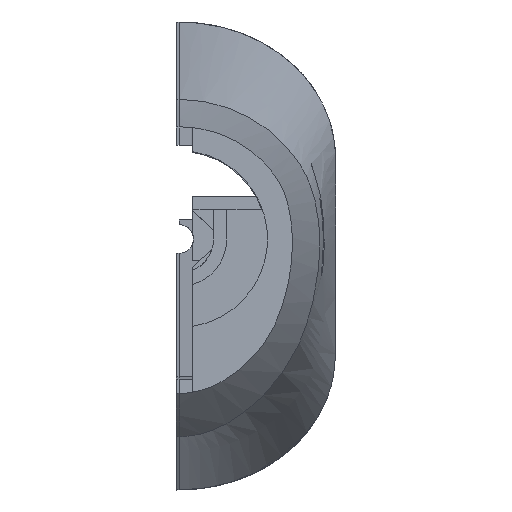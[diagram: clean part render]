
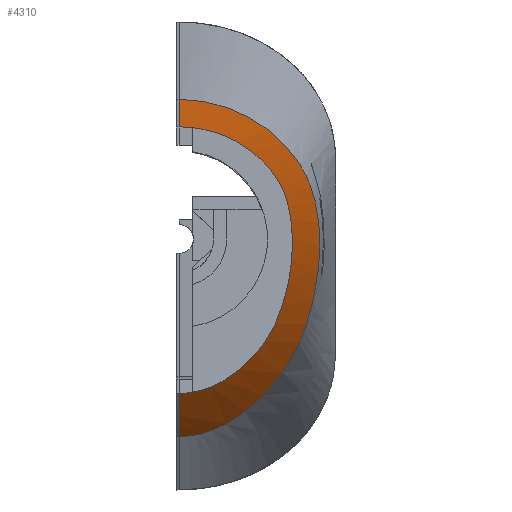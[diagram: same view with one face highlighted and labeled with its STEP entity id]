
A CAD part, left-side view. The second image highlights one B-rep face of the part: STEP entity #4310.
In plain terms, the highlighted free-form (B-spline) face has degree [2, 1] with [7, 2] control points.
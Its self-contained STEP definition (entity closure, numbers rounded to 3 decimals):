
#53=ELLIPSE('',#4564,38.436,35.97);
#93=(
BOUNDED_SURFACE()
B_SPLINE_SURFACE(2,1,((#6970,#6971),(#6972,#6973),(#6974,#6975),(#6976,
#6977),(#6978,#6979),(#6980,#6981),(#6982,#6983)),.UNSPECIFIED.,.F.,.F.,
 .F.)
B_SPLINE_SURFACE_WITH_KNOTS((3,2,2,3),(2,2),(-0.166,0.,32.232,
58.608),(0.,6.941),.UNSPECIFIED.)
GEOMETRIC_REPRESENTATION_ITEM()
RATIONAL_B_SPLINE_SURFACE(((1.,1.),(1.,1.),(1.,1.),(0.915,0.915),
(1.,1.),(1.,1.),(1.,1.)))
REPRESENTATION_ITEM('')
SURFACE()
);
#99=CIRCLE('',#4563,34.169);
#181=B_SPLINE_CURVE_WITH_KNOTS('',3,(#6984,#6985,#6986,#6987,#6988,#6989,
#6990,#6991,#6992,#6993,#6994,#6995,#6996,#6997,#6998,#6999,#7000,#7001,
#7002,#7003,#7004,#7005,#7006,#7007,#7008,#7009),.UNSPECIFIED.,.F.,.F.,
(4,2,2,2,2,2,2,2,2,2,2,2,4),(-0.642,-0.617,-0.593,
-0.545,-0.501,-0.47,-0.375,
-0.279,-0.2,-0.159,-0.092,
-0.056,0.),.UNSPECIFIED.);
#182=B_SPLINE_CURVE_WITH_KNOTS('',3,(#7012,#7013,#7014,#7015,#7016,#7017,
#7018,#7019,#7020,#7021,#7022,#7023,#7024,#7025,#7026,#7027,#7028,#7029,
#7030,#7031,#7032,#7033,#7034,#7035,#7036,#7037),.UNSPECIFIED.,.F.,.F.,
(4,2,2,2,2,2,2,2,2,2,2,2,4),(0.,0.235,0.469,
0.935,1.643,2.26,3.754,4.2,
4.689,5.684,6.419,6.916,7.281),
 .UNSPECIFIED.);
#256=FACE_OUTER_BOUND('',#497,.T.);
#497=EDGE_LOOP('',(#2899,#2900,#2901,#2902));
#1793=VERTEX_POINT('',#6946);
#1796=VERTEX_POINT('',#6958);
#1797=VERTEX_POINT('',#6960);
#1799=VERTEX_POINT('',#7010);
#2224=EDGE_CURVE('',#1797,#1796,#99,.T.);
#2227=EDGE_CURVE('',#1796,#1793,#181,.T.);
#2228=EDGE_CURVE('',#1799,#1793,#53,.T.);
#2229=EDGE_CURVE('',#1797,#1799,#182,.T.);
#2899=ORIENTED_EDGE('',*,*,#2227,.T.);
#2900=ORIENTED_EDGE('',*,*,#2228,.F.);
#2901=ORIENTED_EDGE('',*,*,#2229,.F.);
#2902=ORIENTED_EDGE('',*,*,#2224,.T.);
#4310=ADVANCED_FACE('',(#256),#93,.T.);
#4563=AXIS2_PLACEMENT_3D('',#6961,#4919,#4920);
#4564=AXIS2_PLACEMENT_3D('',#7011,#4922,#4923);
#4919=DIRECTION('center_axis',(0.,-1.,
0.));
#4920=DIRECTION('ref_axis',(-0.989,0.,-0.148));
#4922=DIRECTION('center_axis',(0.,1.,0.));
#4923=DIRECTION('ref_axis',(0.986,0.,-0.166));
#6946=CARTESIAN_POINT('',(-72.531,-0.4,-16.249));
#6958=CARTESIAN_POINT('',(-82.325,-0.4,3.36));
#6960=CARTESIAN_POINT('',(-82.565,-0.4,5.366));
#6961=CARTESIAN_POINT('Origin',(-48.532,-0.383,8.413));
#6970=CARTESIAN_POINT('Ctrl Pts',(-82.583,37.244,5.578));
#6971=CARTESIAN_POINT('Ctrl Pts',(-82.584,-32.17,5.578));
#6972=CARTESIAN_POINT('Ctrl Pts',(-82.576,37.244,5.503));
#6973=CARTESIAN_POINT('Ctrl Pts',(-82.577,-32.17,5.503));
#6974=CARTESIAN_POINT('Ctrl Pts',(-82.57,37.244,5.428));
#6975=CARTESIAN_POINT('Ctrl Pts',(-82.57,-32.17,5.428));
#6976=CARTESIAN_POINT('Ctrl Pts',(-81.181,37.244,-10.417));
#6977=CARTESIAN_POINT('Ctrl Pts',(-81.182,-32.17,-10.417));
#6978=CARTESIAN_POINT('Ctrl Pts',(-67.817,37.244,-20.405));
#6979=CARTESIAN_POINT('Ctrl Pts',(-67.818,-32.17,-20.405));
#6980=CARTESIAN_POINT('Ctrl Pts',(-57.809,37.244,-27.885));
#6981=CARTESIAN_POINT('Ctrl Pts',(-57.81,-32.171,-27.885));
#6982=CARTESIAN_POINT('Ctrl Pts',(-47.801,37.243,-35.365));
#6983=CARTESIAN_POINT('Ctrl Pts',(-47.802,-32.171,-35.365));
#6984=CARTESIAN_POINT('Ctrl Pts',(-82.325,-0.4,
3.36));
#6985=CARTESIAN_POINT('Ctrl Pts',(-82.325,-1.022,3.36));
#6986=CARTESIAN_POINT('Ctrl Pts',(-82.315,-1.642,3.293));
#6987=CARTESIAN_POINT('Ctrl Pts',(-82.274,-2.857,3.028));
#6988=CARTESIAN_POINT('Ctrl Pts',(-82.243,-3.441,2.833));
#6989=CARTESIAN_POINT('Ctrl Pts',(-82.111,-5.109,2.071));
#6990=CARTESIAN_POINT('Ctrl Pts',(-81.984,-5.977,1.41));
#6991=CARTESIAN_POINT('Ctrl Pts',(-81.669,-7.284,0.046));
#6992=CARTESIAN_POINT('Ctrl Pts',(-81.494,-7.713,-0.615));
#6993=CARTESIAN_POINT('Ctrl Pts',(-81.209,-8.166,-1.594));
#6994=CARTESIAN_POINT('Ctrl Pts',(-81.07,-8.313,-2.041));
#6995=CARTESIAN_POINT('Ctrl Pts',(-80.485,-8.755,-3.797));
#6996=CARTESIAN_POINT('Ctrl Pts',(-79.865,-8.832,-5.381));
#6997=CARTESIAN_POINT('Ctrl Pts',(-78.197,-8.384,-8.738));
#6998=CARTESIAN_POINT('Ctrl Pts',(-77.402,-7.927,-9.995));
#6999=CARTESIAN_POINT('Ctrl Pts',(-76.862,-7.616,-10.838));
#7000=CARTESIAN_POINT('Ctrl Pts',(-76.359,-7.305,-11.611));
#7001=CARTESIAN_POINT('Ctrl Pts',(-75.309,-6.299,-13.027));
#7002=CARTESIAN_POINT('Ctrl Pts',(-74.952,-5.909,-13.484));
#7003=CARTESIAN_POINT('Ctrl Pts',(-74.058,-4.795,-14.582));
#7004=CARTESIAN_POINT('Ctrl Pts',(-73.566,-4.039,-15.136));
#7005=CARTESIAN_POINT('Ctrl Pts',(-73.008,-2.833,-15.747));
#7006=CARTESIAN_POINT('Ctrl Pts',(-72.84,-2.383,-15.925));
#7007=CARTESIAN_POINT('Ctrl Pts',(-72.532,-1.152,-16.25));
#7008=CARTESIAN_POINT('Ctrl Pts',(-72.531,-0.588,-16.249));
#7009=CARTESIAN_POINT('Ctrl Pts',(-72.531,-0.4,
-16.249));
#7010=CARTESIAN_POINT('',(-69.069,-0.4,-19.43));
#7011=CARTESIAN_POINT('Origin',(-44.33,-0.4,7.607));
#7012=CARTESIAN_POINT('Ctrl Pts',(-82.565,-0.4,
5.366));
#7013=CARTESIAN_POINT('Ctrl Pts',(-82.565,-1.185,5.366));
#7014=CARTESIAN_POINT('Ctrl Pts',(-82.557,-1.967,5.279));
#7015=CARTESIAN_POINT('Ctrl Pts',(-82.524,-3.496,4.935));
#7016=CARTESIAN_POINT('Ctrl Pts',(-82.498,-4.232,4.681));
#7017=CARTESIAN_POINT('Ctrl Pts',(-82.378,-6.361,3.678));
#7018=CARTESIAN_POINT('Ctrl Pts',(-82.247,-7.429,2.8));
#7019=CARTESIAN_POINT('Ctrl Pts',(-81.85,-9.361,0.727));
#7020=CARTESIAN_POINT('Ctrl Pts',(-81.549,-9.834,-0.404));
#7021=CARTESIAN_POINT('Ctrl Pts',(-81.301,-10.169,-1.286));
#7022=CARTESIAN_POINT('Ctrl Pts',(-81.136,-10.351,-1.852));
#7023=CARTESIAN_POINT('Ctrl Pts',(-80.295,-10.845,-4.347));
#7024=CARTESIAN_POINT('Ctrl Pts',(-79.484,-10.816,-6.271));
#7025=CARTESIAN_POINT('Ctrl Pts',(-78.138,-10.398,-8.754));
#7026=CARTESIAN_POINT('Ctrl Pts',(-77.818,-10.279,-9.309));
#7027=CARTESIAN_POINT('Ctrl Pts',(-77.095,-9.976,-10.487));
#7028=CARTESIAN_POINT('Ctrl Pts',(-76.488,-9.73,-11.428));
#7029=CARTESIAN_POINT('Ctrl Pts',(-74.288,-8.428,-14.424));
#7030=CARTESIAN_POINT('Ctrl Pts',(-72.862,-7.115,-15.936));
#7031=CARTESIAN_POINT('Ctrl Pts',(-71.219,-5.348,-17.565));
#7032=CARTESIAN_POINT('Ctrl Pts',(-70.485,-4.447,-18.231));
#7033=CARTESIAN_POINT('Ctrl Pts',(-69.564,-2.777,-19.025));
#7034=CARTESIAN_POINT('Ctrl Pts',(-69.341,-2.174,-19.208));
#7035=CARTESIAN_POINT('Ctrl Pts',(-69.12,-1.227,-19.389));
#7036=CARTESIAN_POINT('Ctrl Pts',(-69.069,-0.818,-19.43));
#7037=CARTESIAN_POINT('Ctrl Pts',(-69.069,-0.4,
-19.43));
